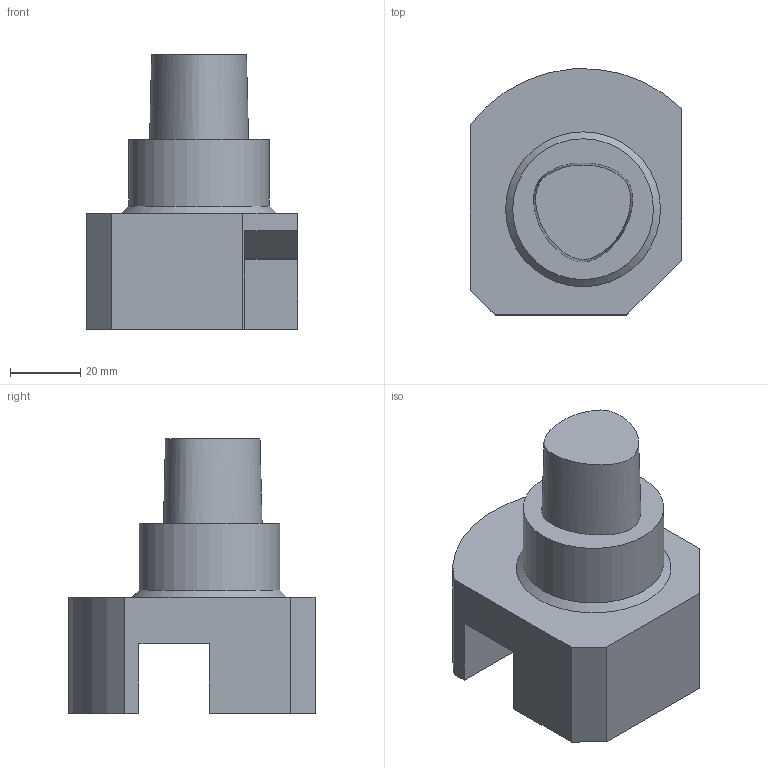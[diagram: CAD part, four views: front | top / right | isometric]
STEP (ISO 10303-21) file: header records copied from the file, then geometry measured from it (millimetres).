
FILE_DESCRIPTION((''),'1');
FILE_NAME('C4-90-BH20L-2854.stp','2018-07-13T07:54:37',(''),(''),'Spatial Interop R21 SP3','Kubotek KeyCreator 2011 V10.0.2 (22737)',' ');
FILE_SCHEMA(('automotive_design'));
Length unit declared in the file: millimetre
Products named in the file (1): Unnamed[1]
Bounding box: 60 x 69.88 x 78 mm (x, y, z)
Volume: 133856.4 mm3; surface area: 20773.1 mm2
Topology: 1 solids, 1 shells, 21 faces, 49 edges, 32 vertices
Faces by surface type: plane 17, cylinder 2, bspline 1, cone 1
Full cylindrical faces by diameter (mm): 39.98 x1
Entity records: 1617 total; most frequent: CARTESIAN_POINT 630, ORIENTED_EDGE 94, PRESENTATION_STYLE_ASSIGNMENT 91, DIRECTION 91, COLOUR_RGB 91, STYLED_ITEM 69, CURVE_STYLE 69, DRAUGHTING_PRE_DEFINED_CURVE_FONT 69
